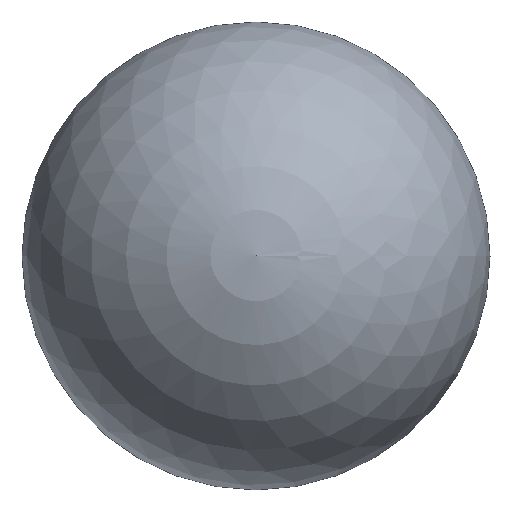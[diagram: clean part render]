
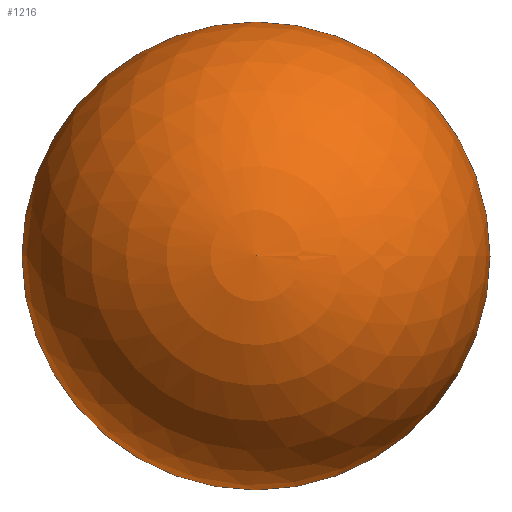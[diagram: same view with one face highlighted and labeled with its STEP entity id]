
A CAD part, top view. The second image highlights one B-rep face of the part: STEP entity #1216.
In plain terms, the highlighted spherical face has radius 3575 mm.
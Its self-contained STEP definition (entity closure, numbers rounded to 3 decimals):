
#1216 = ADVANCED_FACE('',(#1217),#1232,.T.);
#1217 = FACE_BOUND('',#1218,.T.);
#1218 = EDGE_LOOP('',(#1219,#1250,#1251));
#1219 = ORIENTED_EDGE('',*,*,#1220,.T.);
#1220 = EDGE_CURVE('',#1221,#1223,#1225,.T.);
#1221 = VERTEX_POINT('',#1222);
#1222 = CARTESIAN_POINT('',(3575.,0.,
    0.));
#1223 = VERTEX_POINT('',#1224);
#1224 = CARTESIAN_POINT('',(0.,0.,
    3575.));
#1225 = SEAM_CURVE('',#1226,(#1231,#1243),.PCURVE_S1.);
#1226 = CIRCLE('',#1227,3575.);
#1227 = AXIS2_PLACEMENT_3D('',#1228,#1229,#1230);
#1228 = CARTESIAN_POINT('',(0.,0.,0.));
#1229 = DIRECTION('',(0.,-1.,0.));
#1230 = DIRECTION('',(1.,0.,0.));
#1231 = PCURVE('',#1232,#1237);
#1232 = SPHERICAL_SURFACE('',#1233,3575.);
#1233 = AXIS2_PLACEMENT_3D('',#1234,#1235,#1236);
#1234 = CARTESIAN_POINT('',(0.,0.,0.));
#1235 = DIRECTION('',(0.,0.,1.));
#1236 = DIRECTION('',(1.,0.,0.));
#1237 = DEFINITIONAL_REPRESENTATION('',(#1238),#1242);
#1238 = LINE('',#1239,#1240);
#1239 = CARTESIAN_POINT('',(6.283,-6.283));
#1240 = VECTOR('',#1241,1.);
#1241 = DIRECTION('',(0.,1.));
#1242 = ( GEOMETRIC_REPRESENTATION_CONTEXT(2) 
PARAMETRIC_REPRESENTATION_CONTEXT() REPRESENTATION_CONTEXT('2D SPACE',''
  ) );
#1243 = PCURVE('',#1232,#1244);
#1244 = DEFINITIONAL_REPRESENTATION('',(#1245),#1249);
#1245 = LINE('',#1246,#1247);
#1246 = CARTESIAN_POINT('',(0.,-6.283));
#1247 = VECTOR('',#1248,1.);
#1248 = DIRECTION('',(0.,1.));
#1249 = ( GEOMETRIC_REPRESENTATION_CONTEXT(2) 
PARAMETRIC_REPRESENTATION_CONTEXT() REPRESENTATION_CONTEXT('2D SPACE',''
  ) );
#1250 = ORIENTED_EDGE('',*,*,#1220,.F.);
#1251 = ORIENTED_EDGE('',*,*,#1252,.T.);
#1252 = EDGE_CURVE('',#1221,#1221,#1253,.T.);
#1253 = SURFACE_CURVE('',#1254,(#1259,#1266),.PCURVE_S1.);
#1254 = CIRCLE('',#1255,3575.);
#1255 = AXIS2_PLACEMENT_3D('',#1256,#1257,#1258);
#1256 = CARTESIAN_POINT('',(0.,0.,0.));
#1257 = DIRECTION('',(0.,0.,1.));
#1258 = DIRECTION('',(1.,0.,-0.));
#1259 = PCURVE('',#1232,#1260);
#1260 = DEFINITIONAL_REPRESENTATION('',(#1261),#1265);
#1261 = LINE('',#1262,#1263);
#1262 = CARTESIAN_POINT('',(0.,0.));
#1263 = VECTOR('',#1264,1.);
#1264 = DIRECTION('',(1.,0.));
#1265 = ( GEOMETRIC_REPRESENTATION_CONTEXT(2) 
PARAMETRIC_REPRESENTATION_CONTEXT() REPRESENTATION_CONTEXT('2D SPACE',''
  ) );
#1266 = PCURVE('',#1267,#1272);
#1267 = PLANE('',#1268);
#1268 = AXIS2_PLACEMENT_3D('',#1269,#1270,#1271);
#1269 = CARTESIAN_POINT('',(0.,0.,
    0.));
#1270 = DIRECTION('',(0.,0.,1.));
#1271 = DIRECTION('',(1.,0.,-0.));
#1272 = DEFINITIONAL_REPRESENTATION('',(#1273),#1277);
#1273 = CIRCLE('',#1274,3575.);
#1274 = AXIS2_PLACEMENT_2D('',#1275,#1276);
#1275 = CARTESIAN_POINT('',(0.,0.));
#1276 = DIRECTION('',(1.,0.));
#1277 = ( GEOMETRIC_REPRESENTATION_CONTEXT(2) 
PARAMETRIC_REPRESENTATION_CONTEXT() REPRESENTATION_CONTEXT('2D SPACE',''
  ) );
